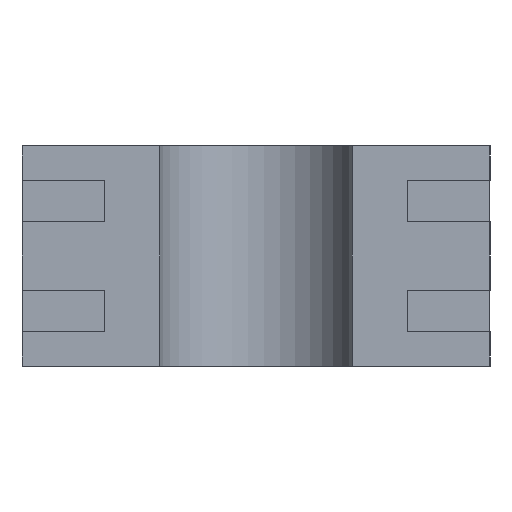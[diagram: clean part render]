
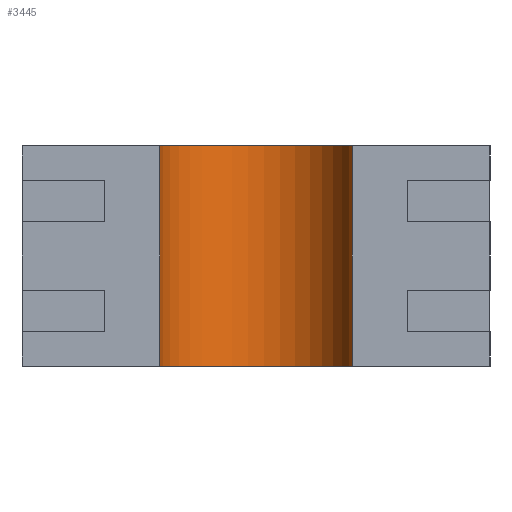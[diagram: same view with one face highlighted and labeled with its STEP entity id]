
A CAD part, left-side view. The second image highlights one B-rep face of the part: STEP entity #3445.
In plain terms, the highlighted cylindrical face has radius 0.354 mm (diameter 0.708 mm), a partial arc.
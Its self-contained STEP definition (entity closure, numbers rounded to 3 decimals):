
#456=FACE_OUTER_BOUND('',#638,.T.);
#638=EDGE_LOOP('',(#2938,#2939,#2940,#2941));
#964=LINE('',#5316,#1310);
#970=LINE('',#5325,#1316);
#1310=VECTOR('',#4099,1000.);
#1316=VECTOR('',#4107,1000.);
#1395=CIRCLE('',#3604,0.354);
#1397=CIRCLE('',#3619,0.354);
#1632=VERTEX_POINT('',#5308);
#1633=VERTEX_POINT('',#5309);
#1634=VERTEX_POINT('',#5314);
#1635=VERTEX_POINT('',#5318);
#2074=EDGE_CURVE('',#1632,#1633,#1395,.T.);
#2078=EDGE_CURVE('',#1634,#1632,#964,.T.);
#2084=EDGE_CURVE('',#1635,#1633,#970,.T.);
#2093=EDGE_CURVE('',#1635,#1634,#1397,.T.);
#2938=ORIENTED_EDGE('',*,*,#2093,.F.);
#2939=ORIENTED_EDGE('',*,*,#2084,.T.);
#2940=ORIENTED_EDGE('',*,*,#2074,.F.);
#2941=ORIENTED_EDGE('',*,*,#2078,.F.);
#3231=CYLINDRICAL_SURFACE('',#3618,0.354);
#3445=ADVANCED_FACE('',(#456),#3231,.F.);
#3604=AXIS2_PLACEMENT_3D('',#5310,#4092,#4093);
#3618=AXIS2_PLACEMENT_3D('',#5345,#4135,#4136);
#3619=AXIS2_PLACEMENT_3D('',#5346,#4137,#4138);
#4092=DIRECTION('center_axis',(0.,0.,1.));
#4093=DIRECTION('ref_axis',(-1.,0.,0.));
#4099=DIRECTION('',(0.,0.,-1.));
#4107=DIRECTION('',(0.,0.,-1.));
#4135=DIRECTION('center_axis',(0.,0.,-1.));
#4136=DIRECTION('ref_axis',(1.,0.,0.));
#4137=DIRECTION('center_axis',(0.,0.,-1.));
#4138=DIRECTION('ref_axis',(-1.,0.,0.));
#5308=CARTESIAN_POINT('',(-1.7,-0.35,0.));
#5309=CARTESIAN_POINT('',(-1.7,0.35,0.));
#5310=CARTESIAN_POINT('Origin',(-1.754,0.,0.));
#5314=CARTESIAN_POINT('',(-1.7,-0.35,0.8));
#5316=CARTESIAN_POINT('',(-1.7,-0.35,0.));
#5318=CARTESIAN_POINT('',(-1.7,0.35,0.8));
#5325=CARTESIAN_POINT('',(-1.7,0.35,0.));
#5345=CARTESIAN_POINT('Origin',(-1.754,0.,0.));
#5346=CARTESIAN_POINT('Origin',(-1.754,0.,0.8));
